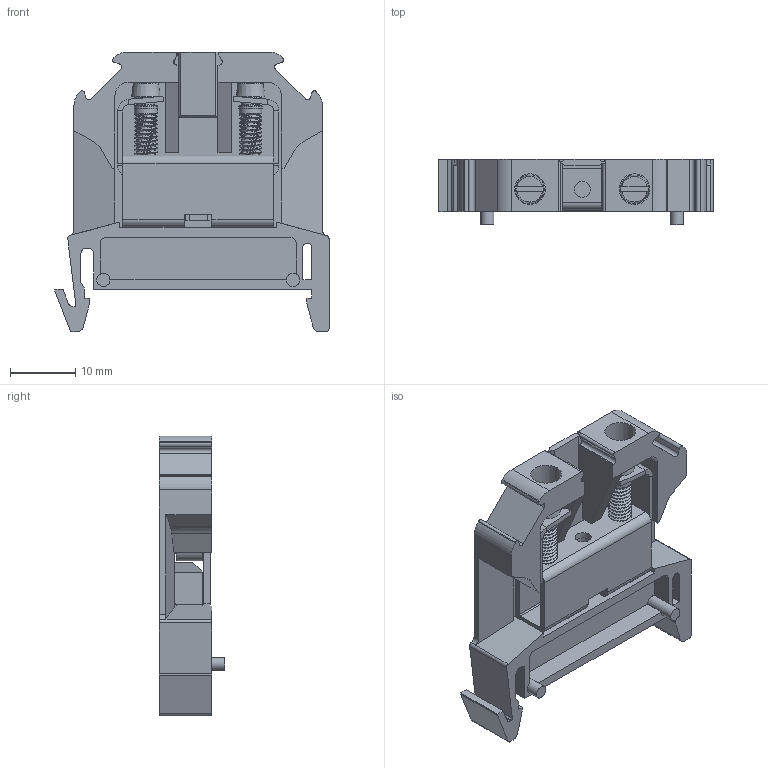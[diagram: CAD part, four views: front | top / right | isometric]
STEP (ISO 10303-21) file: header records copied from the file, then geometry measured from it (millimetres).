
FILE_DESCRIPTION(/* description */ (''),/* implementation_level */ '2;1');
FILE_NAME(/* name */ 'IK10_ipt.stp',/* time_stamp */ '2015-11-16T07:23:09+01:00',/* author */ ('thagel'),/* organization */ (''),/* preprocessor_version */ 'ST-DEVELOPER v15.2',/* originating_system */ 'Autodesk Inventor 2014',/* authorisation */ '');
FILE_SCHEMA (('AUTOMOTIVE_DESIGN { 1 0 10303 214 3 1 1 }'));
Length unit declared in the file: millimetre
Products named in the file (1): IK10
Bounding box: 41.9 x 10 x 42.8 mm (x, y, z)
Volume: 5469.7 mm3; surface area: 8305.8 mm2
Topology: 4 solids, 6 shells, 418 faces, 1071 edges, 673 vertices
Faces by surface type: plane 276, cylinder 120, cone 8, torus 8, bspline 6
Full cylindrical faces by diameter (mm): 2 x4, 2.459 x2, 2.65 x2, 2.75 x2, 2.85 x4, 3.5 x28, 3.6 x2, 4.7 x2
Entity records: 15473 total; most frequent: CARTESIAN_POINT 6149, DIRECTION 1909, ORIENTED_EDGE 1886, EDGE_CURVE 943, LINE 695, VECTOR 695, VERTEX_POINT 609, AXIS2_PLACEMENT_3D 607
